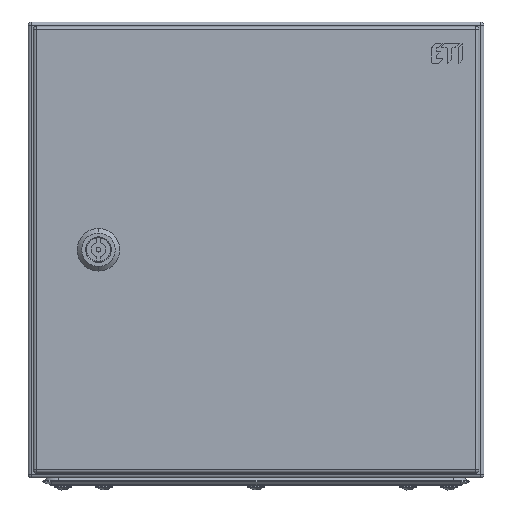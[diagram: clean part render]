
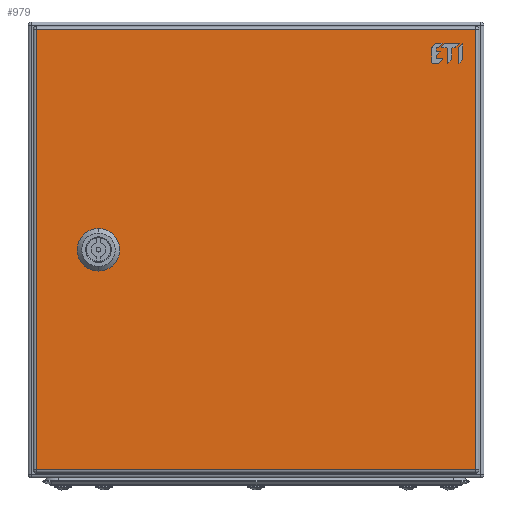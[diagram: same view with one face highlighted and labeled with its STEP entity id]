
A CAD part, front view. The second image highlights one B-rep face of the part: STEP entity #979.
In plain terms, the highlighted face is planar.
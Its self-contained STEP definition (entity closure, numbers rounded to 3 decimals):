
#174=DIRECTION('',(1.,0.,0.));
#175=VECTOR('',#174,289.6);
#176=CARTESIAN_POINT('',(-144.8,144.5,0.));
#177=LINE('',#176,#175);
#212=DIRECTION('',(0.,-1.,0.));
#213=VECTOR('',#212,289.);
#214=CARTESIAN_POINT('',(144.8,144.5,0.));
#215=LINE('',#214,#213);
#250=DIRECTION('',(-1.,0.,0.));
#251=VECTOR('',#250,289.6);
#252=CARTESIAN_POINT('',(144.8,-144.5,0.));
#253=LINE('',#252,#251);
#281=DIRECTION('',(0.,1.,0.));
#282=VECTOR('',#281,289.);
#283=CARTESIAN_POINT('',(-144.8,-144.5,0.));
#284=LINE('',#283,#282);
#295=CARTESIAN_POINT('',(0.,-103.7,0.));
#296=DIRECTION('',(0.,0.,-1.));
#297=DIRECTION('',(-0.449,-0.893,0.));
#298=AXIS2_PLACEMENT_3D('',#295,#296,#297);
#303=CARTESIAN_POINT('',(0.,-103.7,0.));
#304=DIRECTION('',(0.,0.,-1.));
#305=DIRECTION('',(-0.893,0.449,0.));
#306=AXIS2_PLACEMENT_3D('',#303,#304,#305);
#311=CARTESIAN_POINT('',(0.,-103.7,0.));
#312=DIRECTION('',(0.,0.,-1.));
#313=DIRECTION('',(0.449,0.893,0.));
#314=AXIS2_PLACEMENT_3D('',#311,#312,#313);
#319=CARTESIAN_POINT('',(0.,-103.7,0.));
#320=DIRECTION('',(0.,0.,-1.));
#321=DIRECTION('',(0.893,-0.449,0.));
#322=AXIS2_PLACEMENT_3D('',#319,#320,#321);
#327=DIRECTION('',(1.,0.,0.));
#328=VECTOR('',#327,10.111);
#329=CARTESIAN_POINT('',(-5.056,-113.75,0.));
#330=LINE('',#329,#328);
#562=DIRECTION('',(0.,1.,0.));
#563=VECTOR('',#562,10.111);
#564=CARTESIAN_POINT('',(10.05,-108.756,0.));
#565=LINE('',#564,#563);
#583=DIRECTION('',(-1.,0.,0.));
#584=VECTOR('',#583,10.111);
#585=CARTESIAN_POINT('',(5.056,-93.65,0.));
#586=LINE('',#585,#584);
#604=DIRECTION('',(0.,-1.,0.));
#605=VECTOR('',#604,10.111);
#606=CARTESIAN_POINT('',(-10.05,-98.644,0.));
#607=LINE('',#606,#605);
#692=CARTESIAN_POINT('',(-144.8,144.5,0.));
#693=VERTEX_POINT('',#692);
#695=CARTESIAN_POINT('',(144.8,144.5,0.));
#697=VERTEX_POINT('',#695);
#701=CARTESIAN_POINT('',(144.8,-144.5,0.));
#703=VERTEX_POINT('',#701);
#706=CARTESIAN_POINT('',(-144.8,-144.5,0.));
#707=VERTEX_POINT('',#706);
#708=CARTESIAN_POINT('',(-5.056,-113.75,0.));
#709=CARTESIAN_POINT('',(5.056,-113.75,0.));
#710=VERTEX_POINT('',#708);
#711=VERTEX_POINT('',#709);
#712=CARTESIAN_POINT('',(-10.05,-108.756,0.));
#713=VERTEX_POINT('',#712);
#714=CARTESIAN_POINT('',(-10.05,-98.644,0.));
#715=VERTEX_POINT('',#714);
#716=CARTESIAN_POINT('',(-5.056,-93.65,0.));
#717=VERTEX_POINT('',#716);
#718=CARTESIAN_POINT('',(5.056,-93.65,0.));
#719=VERTEX_POINT('',#718);
#720=CARTESIAN_POINT('',(10.05,-98.644,0.));
#721=VERTEX_POINT('',#720);
#722=CARTESIAN_POINT('',(10.05,-108.756,0.));
#723=VERTEX_POINT('',#722);
#950=CARTESIAN_POINT('',(0.,0.,0.));
#951=DIRECTION('',(0.,0.,-1.));
#952=DIRECTION('',(-1.,0.,0.));
#953=AXIS2_PLACEMENT_3D('',#950,#951,#952);
#954=PLANE('',#953);
#955=ORIENTED_EDGE('',*,*,#943,.F.);
#956=ORIENTED_EDGE('',*,*,#920,.F.);
#957=ORIENTED_EDGE('',*,*,#892,.F.);
#958=ORIENTED_EDGE('',*,*,#864,.F.);
#959=EDGE_LOOP('',(#955,#956,#957,#958));
#960=FACE_OUTER_BOUND('',#959,.F.);
#962=ORIENTED_EDGE('',*,*,#961,.F.);
#964=ORIENTED_EDGE('',*,*,#963,.T.);
#966=ORIENTED_EDGE('',*,*,#965,.F.);
#968=ORIENTED_EDGE('',*,*,#967,.T.);
#970=ORIENTED_EDGE('',*,*,#969,.F.);
#972=ORIENTED_EDGE('',*,*,#971,.T.);
#974=ORIENTED_EDGE('',*,*,#973,.F.);
#976=ORIENTED_EDGE('',*,*,#975,.T.);
#977=EDGE_LOOP('',(#962,#964,#966,#968,#970,#972,#974,#976));
#978=FACE_BOUND('',#977,.F.);
#299=CIRCLE('',#298,11.25);
#307=CIRCLE('',#306,11.25);
#315=CIRCLE('',#314,11.25);
#323=CIRCLE('',#322,11.25);
#864=EDGE_CURVE('',#693,#697,#177,.T.);
#892=EDGE_CURVE('',#697,#703,#215,.T.);
#920=EDGE_CURVE('',#703,#707,#253,.T.);
#943=EDGE_CURVE('',#707,#693,#284,.T.);
#961=EDGE_CURVE('',#710,#711,#330,.T.);
#963=EDGE_CURVE('',#710,#713,#299,.T.);
#965=EDGE_CURVE('',#715,#713,#607,.T.);
#967=EDGE_CURVE('',#715,#717,#307,.T.);
#969=EDGE_CURVE('',#719,#717,#586,.T.);
#971=EDGE_CURVE('',#719,#721,#315,.T.);
#973=EDGE_CURVE('',#723,#721,#565,.T.);
#975=EDGE_CURVE('',#723,#711,#323,.T.);
#979=ADVANCED_FACE('',(#960,#978),#954,.T.);
